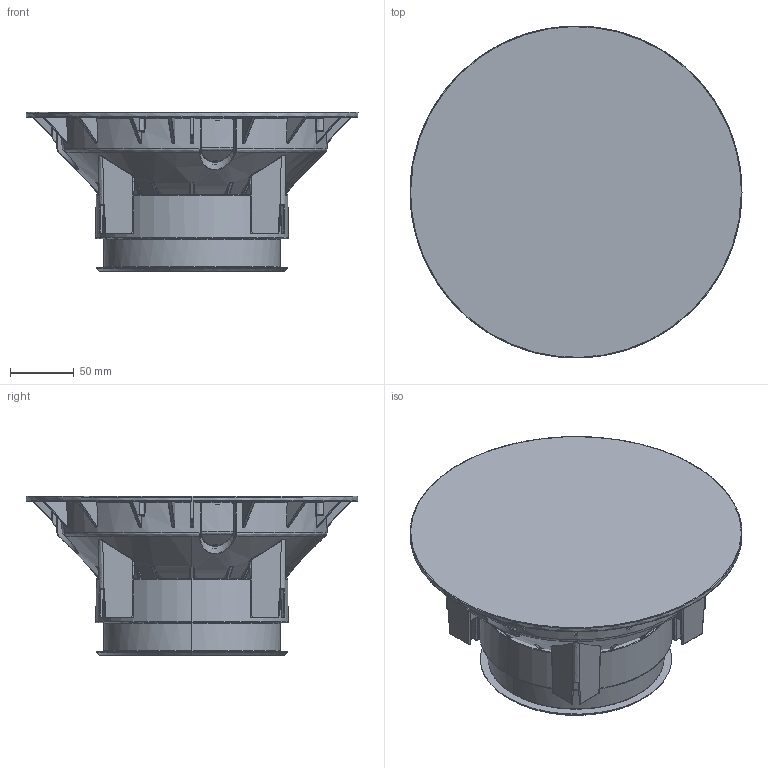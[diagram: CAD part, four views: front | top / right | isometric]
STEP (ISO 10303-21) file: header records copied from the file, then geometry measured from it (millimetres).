
FILE_DESCRIPTION(/* description */ (''),/* implementation_level */ '2;1');
FILE_NAME(/* name */ 'T403650_EGO 150 DO ACCIAIO TONDO',/* time_stamp */ '2018-02-05T16:43:16+01:00',/* author */ (''),/* organization */ (''),/* preprocessor_version */ 'ST-DEVELOPER v15',/* originating_system */ '',/* authorisation */ '');
FILE_SCHEMA (('CONFIG_CONTROL_DESIGN'));
Products named in the file (1): Document
Bounding box: 259.96 x 259.9 x 124.75 mm (x, y, z)
Volume: 1007892.2 mm3; surface area: 307457.5 mm2
Topology: 5 solids, 7 shells, 1842 faces, 4844 edges, 2755 vertices
Faces by surface type: bspline 1462, plane 380
Entity records: 87400 total; most frequent: CARTESIAN_POINT 61805, ORIENTED_EDGE 9209, EDGE_CURVE 4747, VERTEX_POINT 2754, B_SPLINE_CURVE_WITH_KNOTS 2052, EDGE_LOOP 1864, ADVANCED_FACE 1840, FACE_OUTER_BOUND 1840
